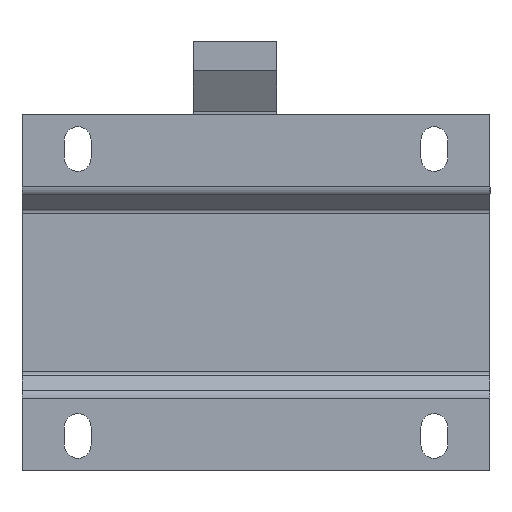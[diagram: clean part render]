
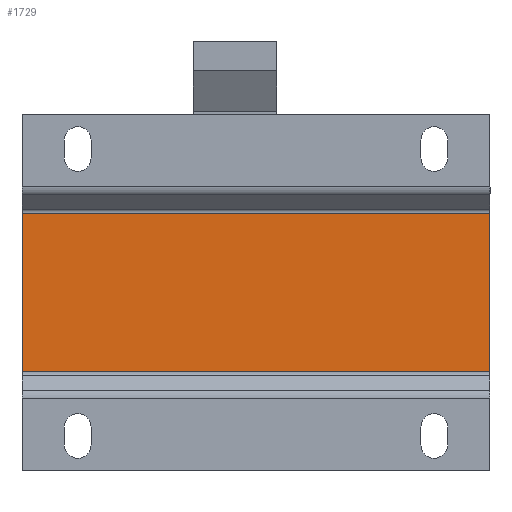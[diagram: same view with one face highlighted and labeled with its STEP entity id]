
A CAD part, front view. The second image highlights one B-rep face of the part: STEP entity #1729.
In plain terms, the highlighted planar face has unit normal (0, -1, 0).
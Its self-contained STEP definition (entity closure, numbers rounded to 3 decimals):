
#1 = VERTEX_POINT ( 'NONE', #3869 ) ;
#40 = VECTOR ( 'NONE', #4734, 1000. ) ;
#97 = DIRECTION ( 'NONE',  ( 0., 1., 0. ) ) ;
#501 = ORIENTED_EDGE ( 'NONE', *, *, #4747, .F. ) ;
#807 = CARTESIAN_POINT ( 'NONE',  ( -42., -36., -14.25 ) ) ;
#1007 = LINE ( 'NONE', #4750, #5311 ) ;
#1141 = LINE ( 'NONE', #1743, #40 ) ;
#1152 = EDGE_CURVE ( 'Defeature ausgef�hrt2_66+Defeature ausgef�hrt2_60+Defeature ausgef�hrt2_68+Defeature ausgef�hrt2_81', #1, #2686, #3864, .T. ) ;
#1432 = DIRECTION ( 'NONE',  ( 0., 0., 1. ) ) ;
#1729 = ADVANCED_FACE ( 'Defeature ausgef�hrt2_60', ( #2702 ), #4178, .F. ) ;
#1743 = CARTESIAN_POINT ( 'NONE',  ( 0., -36., 14.25 ) ) ;
#1884 = EDGE_CURVE ( 'Defeature ausgef�hrt2_60+Defeature ausgef�hrt2_82+Defeature ausgef�hrt2_65+Defeature ausgef�hrt2_66', #3040, #2686, #1007, .T. ) ;
#2057 = ORIENTED_EDGE ( 'NONE', *, *, #3453, .F. ) ;
#2170 = LINE ( 'NONE', #2657, #2635 ) ;
#2263 = CARTESIAN_POINT ( 'NONE',  ( 42., -36., 32. ) ) ;
#2525 = CARTESIAN_POINT ( 'NONE',  ( 0., -36., 0. ) ) ;
#2635 = VECTOR ( 'NONE', #1432, 1000. ) ;
#2657 = CARTESIAN_POINT ( 'NONE',  ( -42., -36., 32. ) ) ;
#2686 = VERTEX_POINT ( 'NONE', #4774 ) ;
#2702 = FACE_OUTER_BOUND ( 'NONE', #5146, .T. ) ;
#3040 = VERTEX_POINT ( 'NONE', #807 ) ;
#3069 = VERTEX_POINT ( 'NONE', #4128 ) ;
#3317 = ORIENTED_EDGE ( 'NONE', *, *, #1152, .F. ) ;
#3453 = EDGE_CURVE ( 'Defeature ausgef�hrt2_69+Defeature ausgef�hrt2_60+Defeature ausgef�hrt2_67+Defeature ausgef�hrt2_68', #3069, #1, #1141, .T. ) ;
#3833 = DIRECTION ( 'NONE',  ( 0., 0., -1. ) ) ;
#3850 = DIRECTION ( 'NONE',  ( 1., 0., 0. ) ) ;
#3864 = LINE ( 'NONE', #2263, #4390 ) ;
#3869 = CARTESIAN_POINT ( 'NONE',  ( 42., -36., 14.25 ) ) ;
#4128 = CARTESIAN_POINT ( 'NONE',  ( -42., -36., 14.25 ) ) ;
#4178 = PLANE ( 'NONE',  #4521 ) ;
#4390 = VECTOR ( 'NONE', #5187, 1000. ) ;
#4521 = AXIS2_PLACEMENT_3D ( 'NONE', #2525, #97, #3833 ) ;
#4734 = DIRECTION ( 'NONE',  ( 1., 0., 0. ) ) ;
#4747 = EDGE_CURVE ( 'Defeature ausgef�hrt2_65+Defeature ausgef�hrt2_60+Defeature ausgef�hrt2_80+Defeature ausgef�hrt2_67', #3040, #3069, #2170, .T. ) ;
#4750 = CARTESIAN_POINT ( 'NONE',  ( 0., -36., -14.25 ) ) ;
#4753 = ORIENTED_EDGE ( 'NONE', *, *, #1884, .T. ) ;
#4774 = CARTESIAN_POINT ( 'NONE',  ( 42., -36., -14.25 ) ) ;
#5146 = EDGE_LOOP ( 'NONE', ( #501, #4753, #3317, #2057 ) ) ;
#5187 = DIRECTION ( 'NONE',  ( 0., 0., -1. ) ) ;
#5311 = VECTOR ( 'NONE', #3850, 1000. ) ;
